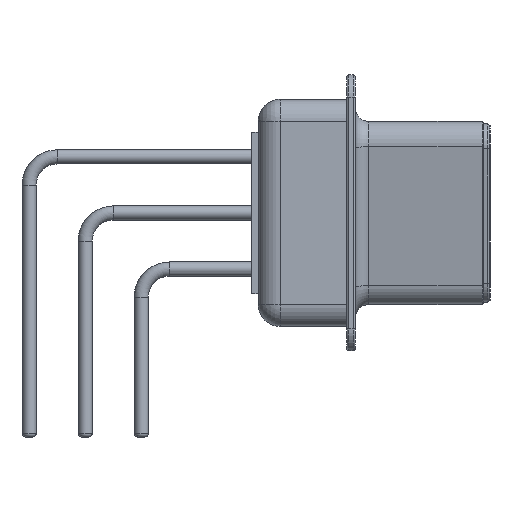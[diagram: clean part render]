
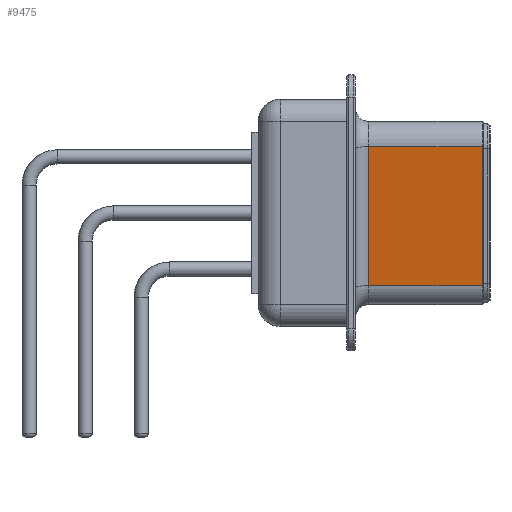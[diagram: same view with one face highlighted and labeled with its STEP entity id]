
A CAD part, left-side view. The second image highlights one B-rep face of the part: STEP entity #9475.
In plain terms, the highlighted planar face has unit normal (-0.99, 0, -0.144).
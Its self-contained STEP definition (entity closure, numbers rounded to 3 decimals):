
#9233 = VERTEX_POINT('',#9234);
#9234 = CARTESIAN_POINT('',(-49.817,-15.38,2.956));
#9285 = VERTEX_POINT('',#9286);
#9286 = CARTESIAN_POINT('',(-50.731,-15.38,9.256));
#9293 = EDGE_CURVE('',#9233,#9285,#9294,.T.);
#9294 = LINE('',#9295,#9296);
#9295 = CARTESIAN_POINT('',(-49.817,-15.38,2.956));
#9296 = VECTOR('',#9297,1.);
#9297 = DIRECTION('',(-0.144,0.,0.99)
);
#9432 = EDGE_CURVE('',#9233,#9433,#9435,.T.);
#9433 = VERTEX_POINT('',#9434);
#9434 = CARTESIAN_POINT('',(-49.817,-20.53,2.956));
#9435 = LINE('',#9436,#9437);
#9436 = CARTESIAN_POINT('',(-49.817,-14.78,2.956));
#9437 = VECTOR('',#9438,1.);
#9438 = DIRECTION('',(0.,-1.,0.));
#9475 = ADVANCED_FACE('',(#9476),#9494,.T.);
#9476 = FACE_BOUND('',#9477,.T.);
#9477 = EDGE_LOOP('',(#9478,#9479,#9487,#9493));
#9478 = ORIENTED_EDGE('',*,*,#9432,.T.);
#9479 = ORIENTED_EDGE('',*,*,#9480,.F.);
#9480 = EDGE_CURVE('',#9481,#9433,#9483,.T.);
#9481 = VERTEX_POINT('',#9482);
#9482 = CARTESIAN_POINT('',(-50.731,-20.53,9.256));
#9483 = LINE('',#9484,#9485);
#9484 = CARTESIAN_POINT('',(-50.731,-20.53,9.256));
#9485 = VECTOR('',#9486,1.);
#9486 = DIRECTION('',(0.144,0.,-0.99
));
#9487 = ORIENTED_EDGE('',*,*,#9488,.F.);
#9488 = EDGE_CURVE('',#9285,#9481,#9489,.T.);
#9489 = LINE('',#9490,#9491);
#9490 = CARTESIAN_POINT('',(-50.731,-14.78,9.256));
#9491 = VECTOR('',#9492,1.);
#9492 = DIRECTION('',(0.,-1.,0.));
#9493 = ORIENTED_EDGE('',*,*,#9293,.F.);
#9494 = PLANE('',#9495);
#9495 = AXIS2_PLACEMENT_3D('',#9496,#9497,#9498);
#9496 = CARTESIAN_POINT('',(-49.693,-14.78,2.1));
#9497 = DIRECTION('',(-0.99,0.,
-0.144));
#9498 = DIRECTION('',(-0.144,0.,0.99)
);
